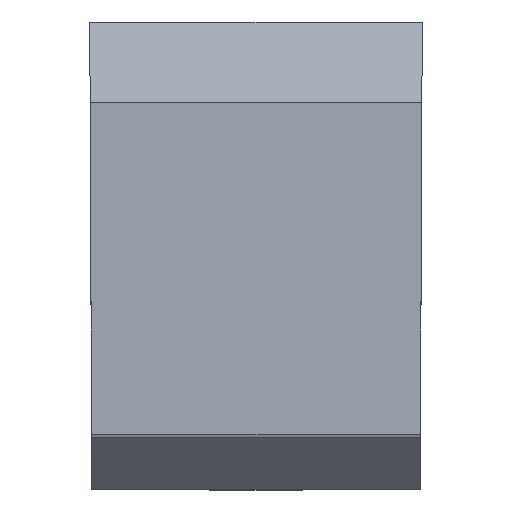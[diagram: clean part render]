
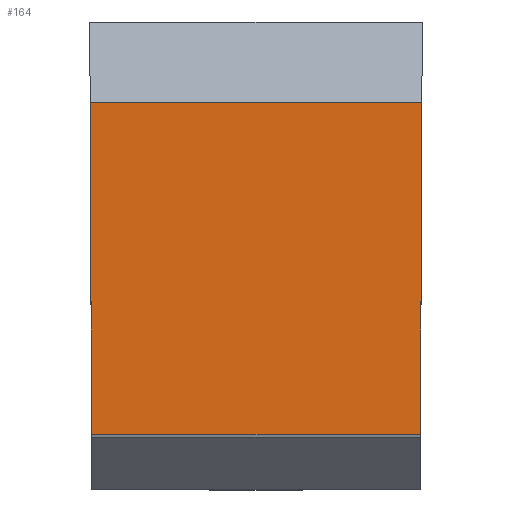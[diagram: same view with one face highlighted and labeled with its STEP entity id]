
A CAD part, top view. The second image highlights one B-rep face of the part: STEP entity #164.
In plain terms, the highlighted planar face has unit normal (0, 0, 1).
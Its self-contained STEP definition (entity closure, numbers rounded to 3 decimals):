
#164=ADVANCED_FACE('BLANK_BOXF006',(#281),#242,.T.);
#242=PLANE('',#1596);
#281=FACE_OUTER_BOUND('',#359,.T.);
#359=EDGE_LOOP('',(#686,#687,#688,#689));
#455=LINE('',#2076,#556);
#458=LINE('',#2082,#559);
#459=LINE('',#2084,#560);
#460=LINE('',#2086,#561);
#556=VECTOR('',#1704,1.);
#559=VECTOR('',#1709,1.);
#560=VECTOR('',#1710,1.);
#561=VECTOR('',#1711,1.);
#686=ORIENTED_EDGE('',*,*,#1260,.F.);
#687=ORIENTED_EDGE('',*,*,#1261,.F.);
#688=ORIENTED_EDGE('',*,*,#1262,.T.);
#689=ORIENTED_EDGE('',*,*,#1257,.T.);
#1109=VERTEX_POINT('',#2075);
#1110=VERTEX_POINT('',#2077);
#1112=VERTEX_POINT('',#2083);
#1113=VERTEX_POINT('',#2085);
#1257=EDGE_CURVE('',#1110,#1109,#455,.T.);
#1260=EDGE_CURVE('',#1112,#1109,#458,.T.);
#1261=EDGE_CURVE('',#1113,#1112,#459,.T.);
#1262=EDGE_CURVE('',#1113,#1110,#460,.T.);
#1596=AXIS2_PLACEMENT_3D('',#2087,#1712,#1713);
#1704=DIRECTION('',(0.004,-1.,0.));
#1709=DIRECTION('',(-1.,0.,0.));
#1710=DIRECTION('',(-0.004,-1.,0.));
#1711=DIRECTION('',(-1.,0.,0.));
#1712=DIRECTION('',(0.,0.,1.));
#1713=DIRECTION('',(-1.,0.,0.));
#2075=CARTESIAN_POINT('',(-39.676,0.,0.));
#2076=CARTESIAN_POINT('',(-40.112,99.888,0.));
#2077=CARTESIAN_POINT('',(-39.85,39.85,0.));
#2082=CARTESIAN_POINT('',(85.575,0.,0.));
#2083=CARTESIAN_POINT('',(-0.174,0.,0.));
#2084=CARTESIAN_POINT('',(0.262,99.888,0.));
#2085=CARTESIAN_POINT('',(0.,39.85,0.));
#2086=CARTESIAN_POINT('',(85.575,39.85,0.));
#2087=CARTESIAN_POINT('',(-14.425,100.,0.));
